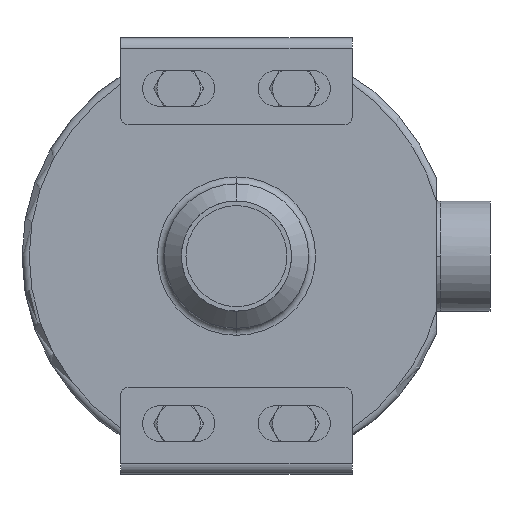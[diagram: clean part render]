
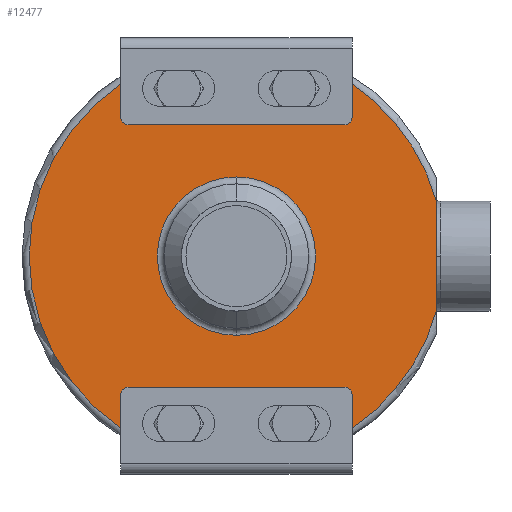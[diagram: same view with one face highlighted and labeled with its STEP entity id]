
A CAD part, front view. The second image highlights one B-rep face of the part: STEP entity #12477.
In plain terms, the highlighted planar face has unit normal (0, -1, 0).
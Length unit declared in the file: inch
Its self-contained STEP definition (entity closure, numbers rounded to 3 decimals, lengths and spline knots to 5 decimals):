
#55 = EDGE_CURVE ( 'NONE', #5881, #6600, #11738, .T. ) ;
#95 = CARTESIAN_POINT ( 'NONE',  ( 3.454, -1.44, -0.96027 ) ) ;
#285 = DIRECTION ( 'NONE',  ( 0., 0., 1. ) ) ;
#364 = CARTESIAN_POINT ( 'NONE',  ( 3.454, -1.44, 0.96027 ) ) ;
#397 = EDGE_CURVE ( 'NONE', #9489, #1268, #12674, .T. ) ;
#438 = AXIS2_PLACEMENT_3D ( 'NONE', #469, #7531, #1519 ) ;
#469 = CARTESIAN_POINT ( 'NONE',  ( 0., -1.44, 0. ) ) ;
#589 = DIRECTION ( 'NONE',  ( 0., 0., -1. ) ) ;
#668 = VECTOR ( 'NONE', #1592, 39.37008 ) ;
#707 = CARTESIAN_POINT ( 'NONE',  ( -2., -1.44, -3.58402 ) ) ;
#789 = LINE ( 'NONE', #5355, #956 ) ;
#956 = VECTOR ( 'NONE', #8470, 39.37008 ) ;
#982 = ORIENTED_EDGE ( 'NONE', *, *, #1488, .F. ) ;
#1013 = EDGE_CURVE ( 'NONE', #1799, #1268, #8745, .T. ) ;
#1111 = DIRECTION ( 'NONE',  ( 0., 1., 0. ) ) ;
#1268 = VERTEX_POINT ( 'NONE', #11852 ) ;
#1488 = EDGE_CURVE ( 'NONE', #11339, #5406, #11865, .T. ) ;
#1519 = DIRECTION ( 'NONE',  ( 0., 0., -1. ) ) ;
#1592 = DIRECTION ( 'NONE',  ( 0., 0., 1. ) ) ;
#1799 = VERTEX_POINT ( 'NONE', #7819 ) ;
#2065 = LINE ( 'NONE', #707, #668 ) ;
#2142 = CIRCLE ( 'NONE', #3572, 0.125 ) ;
#2183 = VERTEX_POINT ( 'NONE', #5346 ) ;
#2245 = ORIENTED_EDGE ( 'NONE', *, *, #11211, .T. ) ;
#2438 = ORIENTED_EDGE ( 'NONE', *, *, #397, .T. ) ;
#2442 = DIRECTION ( 'NONE',  ( 0., 1., 0. ) ) ;
#2446 = DIRECTION ( 'NONE',  ( 0., 0., -1. ) ) ;
#2716 = AXIS2_PLACEMENT_3D ( 'NONE', #3731, #12726, #7827 ) ;
#2869 = ORIENTED_EDGE ( 'NONE', *, *, #2900, .F. ) ;
#2900 = EDGE_CURVE ( 'NONE', #9489, #13011, #12539, .T. ) ;
#2915 = CARTESIAN_POINT ( 'NONE',  ( 0., -1.44, 0. ) ) ;
#2943 = CARTESIAN_POINT ( 'NONE',  ( 1.875, -1.44, -2.39652 ) ) ;
#3142 = VERTEX_POINT ( 'NONE', #4414 ) ;
#3198 = DIRECTION ( 'NONE',  ( 0., 0., 1. ) ) ;
#3226 = CIRCLE ( 'NONE', #5350, 0.125 ) ;
#3316 = EDGE_CURVE ( 'NONE', #2183, #11433, #5112, .T. ) ;
#3356 = AXIS2_PLACEMENT_3D ( 'NONE', #2943, #5013, #11940 ) ;
#3482 = CARTESIAN_POINT ( 'NONE',  ( 2., -1.44, 2.97527 ) ) ;
#3572 = AXIS2_PLACEMENT_3D ( 'NONE', #6508, #4512, #5922 ) ;
#3610 = CARTESIAN_POINT ( 'NONE',  ( 0., -1.44, 1.37 ) ) ;
#3731 = CARTESIAN_POINT ( 'NONE',  ( 0., -1.44, 0. ) ) ;
#3935 = CARTESIAN_POINT ( 'NONE',  ( -2., -1.44, 2.97527 ) ) ;
#4052 = VERTEX_POINT ( 'NONE', #6609 ) ;
#4085 = FACE_BOUND ( 'NONE', #11064, .T. ) ;
#4132 = VERTEX_POINT ( 'NONE', #3610 ) ;
#4384 = CIRCLE ( 'NONE', #7708, 0.125 ) ;
#4414 = CARTESIAN_POINT ( 'NONE',  ( -2., -1.44, -2.39652 ) ) ;
#4504 = ORIENTED_EDGE ( 'NONE', *, *, #55, .T. ) ;
#4512 = DIRECTION ( 'NONE',  ( 0., 1., 0. ) ) ;
#4593 = EDGE_CURVE ( 'NONE', #3142, #13011, #4384, .T. ) ;
#4673 = CARTESIAN_POINT ( 'NONE',  ( -1.875, -1.44, -2.27152 ) ) ;
#4948 = CARTESIAN_POINT ( 'NONE',  ( -2., -1.44, 2.27537 ) ) ;
#4969 = CIRCLE ( 'NONE', #8424, 1.37 ) ;
#5013 = DIRECTION ( 'NONE',  ( 0., 1., 0. ) ) ;
#5112 = LINE ( 'NONE', #4948, #7463 ) ;
#5312 = PLANE ( 'NONE',  #8783 ) ;
#5337 = VERTEX_POINT ( 'NONE', #11086 ) ;
#5346 = CARTESIAN_POINT ( 'NONE',  ( -1.875, -1.44, 2.27537 ) ) ;
#5350 = AXIS2_PLACEMENT_3D ( 'NONE', #12279, #1111, #3198 ) ;
#5355 = CARTESIAN_POINT ( 'NONE',  ( 2., -1.44, 3.58787 ) ) ;
#5406 = VERTEX_POINT ( 'NONE', #11184 ) ;
#5671 = CIRCLE ( 'NONE', #6835, 3.585 ) ;
#5881 = VERTEX_POINT ( 'NONE', #95 ) ;
#5922 = DIRECTION ( 'NONE',  ( 0., 0., 1. ) ) ;
#6193 = EDGE_LOOP ( 'NONE', ( #6777, #2245, #7130, #2869, #2438, #9982, #11405, #4504, #12487, #11446, #10998, #7943, #9631, #982 ) ) ;
#6209 = EDGE_CURVE ( 'NONE', #12553, #11433, #2142, .T. ) ;
#6316 = CIRCLE ( 'NONE', #438, 3.585 ) ;
#6421 = ORIENTED_EDGE ( 'NONE', *, *, #12093, .F. ) ;
#6508 = CARTESIAN_POINT ( 'NONE',  ( 1.875, -1.44, 2.40037 ) ) ;
#6557 = VECTOR ( 'NONE', #10306, 39.37008 ) ;
#6600 = VERTEX_POINT ( 'NONE', #364 ) ;
#6609 = CARTESIAN_POINT ( 'NONE',  ( 0., -1.44, -1.37 ) ) ;
#6621 = CIRCLE ( 'NONE', #2716, 1.37 ) ;
#6777 = ORIENTED_EDGE ( 'NONE', *, *, #11584, .T. ) ;
#6782 = EDGE_CURVE ( 'NONE', #2183, #5406, #3226, .T. ) ;
#6835 = AXIS2_PLACEMENT_3D ( 'NONE', #9671, #10759, #589 ) ;
#6849 = CARTESIAN_POINT ( 'NONE',  ( 2., -1.44, 2.40037 ) ) ;
#7022 = DIRECTION ( 'NONE',  ( 0., 0., -1. ) ) ;
#7130 = ORIENTED_EDGE ( 'NONE', *, *, #4593, .T. ) ;
#7181 = CARTESIAN_POINT ( 'NONE',  ( 1.875, -1.44, 2.27537 ) ) ;
#7463 = VECTOR ( 'NONE', #8854, 39.37008 ) ;
#7506 = CARTESIAN_POINT ( 'NONE',  ( -1.875, -1.44, -2.39652 ) ) ;
#7531 = DIRECTION ( 'NONE',  ( 0., -1., 0. ) ) ;
#7708 = AXIS2_PLACEMENT_3D ( 'NONE', #7506, #8477, #2446 ) ;
#7819 = CARTESIAN_POINT ( 'NONE',  ( 2., -1.44, -2.97527 ) ) ;
#7827 = DIRECTION ( 'NONE',  ( 0., 0., -1. ) ) ;
#7847 = DIRECTION ( 'NONE',  ( 0., 0., -1. ) ) ;
#7943 = ORIENTED_EDGE ( 'NONE', *, *, #3316, .F. ) ;
#8235 = ORIENTED_EDGE ( 'NONE', *, *, #9458, .F. ) ;
#8424 = AXIS2_PLACEMENT_3D ( 'NONE', #12930, #12972, #7022 ) ;
#8470 = DIRECTION ( 'NONE',  ( 0., 0., -1. ) ) ;
#8477 = DIRECTION ( 'NONE',  ( 0., 1., 0. ) ) ;
#8745 = LINE ( 'NONE', #11367, #6557 ) ;
#8783 = AXIS2_PLACEMENT_3D ( 'NONE', #11460, #2442, #9475 ) ;
#8854 = DIRECTION ( 'NONE',  ( 1., 0., 0. ) ) ;
#9302 = CARTESIAN_POINT ( 'NONE',  ( -2., -1.44, 3.58787 ) ) ;
#9361 = VECTOR ( 'NONE', #12321, 39.37008 ) ;
#9387 = VECTOR ( 'NONE', #285, 39.37008 ) ;
#9434 = FACE_OUTER_BOUND ( 'NONE', #6193, .T. ) ;
#9458 = EDGE_CURVE ( 'NONE', #4132, #4052, #4969, .T. ) ;
#9475 = DIRECTION ( 'NONE',  ( 0., 0., 1. ) ) ;
#9489 = VERTEX_POINT ( 'NONE', #12309 ) ;
#9631 = ORIENTED_EDGE ( 'NONE', *, *, #6782, .T. ) ;
#9671 = CARTESIAN_POINT ( 'NONE',  ( 0., -1.44, 0. ) ) ;
#9819 = EDGE_CURVE ( 'NONE', #6600, #11655, #10378, .T. ) ;
#9883 = VECTOR ( 'NONE', #10044, 39.37008 ) ;
#9982 = ORIENTED_EDGE ( 'NONE', *, *, #1013, .F. ) ;
#10008 = CARTESIAN_POINT ( 'NONE',  ( 2., -1.44, -2.27152 ) ) ;
#10044 = DIRECTION ( 'NONE',  ( -1., 0., 0. ) ) ;
#10306 = DIRECTION ( 'NONE',  ( 0., 0., 1. ) ) ;
#10316 = EDGE_CURVE ( 'NONE', #1799, #5881, #5671, .T. ) ;
#10378 = CIRCLE ( 'NONE', #11373, 3.585 ) ;
#10759 = DIRECTION ( 'NONE',  ( 0., -1., 0. ) ) ;
#10778 = DIRECTION ( 'NONE',  ( 0., -1., 0. ) ) ;
#10998 = ORIENTED_EDGE ( 'NONE', *, *, #6209, .T. ) ;
#11064 = EDGE_LOOP ( 'NONE', ( #6421, #8235 ) ) ;
#11086 = CARTESIAN_POINT ( 'NONE',  ( -2., -1.44, -2.97527 ) ) ;
#11184 = CARTESIAN_POINT ( 'NONE',  ( -2., -1.44, 2.40037 ) ) ;
#11211 = EDGE_CURVE ( 'NONE', #5337, #3142, #2065, .T. ) ;
#11339 = VERTEX_POINT ( 'NONE', #3935 ) ;
#11367 = CARTESIAN_POINT ( 'NONE',  ( 2., -1.44, -3.58402 ) ) ;
#11373 = AXIS2_PLACEMENT_3D ( 'NONE', #2915, #10778, #7847 ) ;
#11405 = ORIENTED_EDGE ( 'NONE', *, *, #10316, .T. ) ;
#11433 = VERTEX_POINT ( 'NONE', #7181 ) ;
#11444 = CARTESIAN_POINT ( 'NONE',  ( 3.454, -1.44, 0. ) ) ;
#11446 = ORIENTED_EDGE ( 'NONE', *, *, #12423, .T. ) ;
#11460 = CARTESIAN_POINT ( 'NONE',  ( -3.585, -1.44, 0. ) ) ;
#11584 = EDGE_CURVE ( 'NONE', #11339, #5337, #6316, .T. ) ;
#11655 = VERTEX_POINT ( 'NONE', #3482 ) ;
#11738 = LINE ( 'NONE', #11444, #9387 ) ;
#11852 = CARTESIAN_POINT ( 'NONE',  ( 2., -1.44, -2.39652 ) ) ;
#11865 = LINE ( 'NONE', #9302, #9361 ) ;
#11940 = DIRECTION ( 'NONE',  ( 0., 0., -1. ) ) ;
#12093 = EDGE_CURVE ( 'NONE', #4052, #4132, #6621, .T. ) ;
#12279 = CARTESIAN_POINT ( 'NONE',  ( -1.875, -1.44, 2.40037 ) ) ;
#12309 = CARTESIAN_POINT ( 'NONE',  ( 1.875, -1.44, -2.27152 ) ) ;
#12321 = DIRECTION ( 'NONE',  ( 0., 0., -1. ) ) ;
#12423 = EDGE_CURVE ( 'NONE', #11655, #12553, #789, .T. ) ;
#12477 = ADVANCED_FACE ( 'NONE', ( #4085, #9434 ), #5312, .F. ) ;
#12487 = ORIENTED_EDGE ( 'NONE', *, *, #9819, .T. ) ;
#12539 = LINE ( 'NONE', #10008, #9883 ) ;
#12553 = VERTEX_POINT ( 'NONE', #6849 ) ;
#12674 = CIRCLE ( 'NONE', #3356, 0.125 ) ;
#12726 = DIRECTION ( 'NONE',  ( 0., -1., 0. ) ) ;
#12930 = CARTESIAN_POINT ( 'NONE',  ( 0., -1.44, 0. ) ) ;
#12972 = DIRECTION ( 'NONE',  ( 0., -1., 0. ) ) ;
#13011 = VERTEX_POINT ( 'NONE', #4673 ) ;
